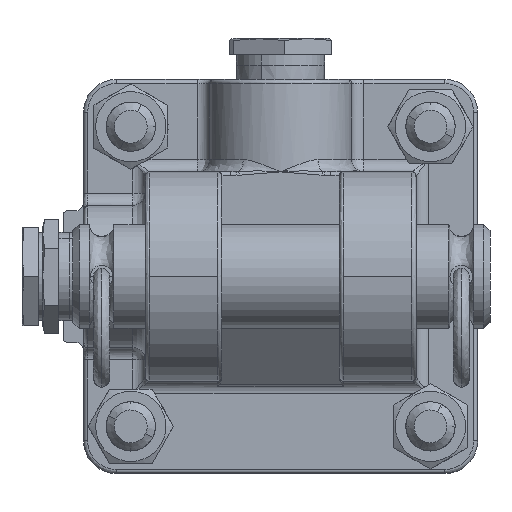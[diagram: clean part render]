
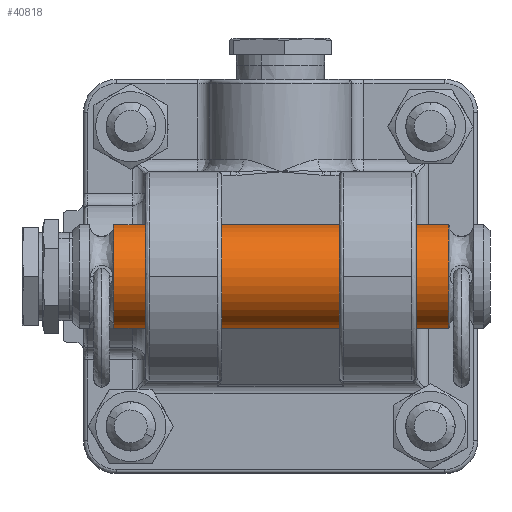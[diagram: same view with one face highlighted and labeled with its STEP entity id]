
A CAD part, left-side view. The second image highlights one B-rep face of the part: STEP entity #40818.
In plain terms, the highlighted cylindrical face has radius 12.65 mm (diameter 25.3 mm), a partial arc.
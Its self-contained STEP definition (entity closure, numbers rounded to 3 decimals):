
#489 = CARTESIAN_POINT ( 'NONE',  ( 91.6, -12.65, 0. ) ) ;
#688 = AXIS2_PLACEMENT_3D ( 'NONE', #1214, #13851, #931 ) ;
#931 = DIRECTION ( 'NONE',  ( 0., 0., -1. ) ) ;
#1214 = CARTESIAN_POINT ( 'NONE',  ( 10., 0., 0. ) ) ;
#2780 = EDGE_CURVE ( 'NONE', #34224, #19285, #8621, .T. ) ;
#3113 = FACE_OUTER_BOUND ( 'NONE', #35462, .T. ) ;
#3167 = VERTEX_POINT ( 'NONE', #19583 ) ;
#4537 = CARTESIAN_POINT ( 'NONE',  ( 10., 0., -12.65 ) ) ;
#4871 = ORIENTED_EDGE ( 'NONE', *, *, #39706, .T. ) ;
#5166 = DIRECTION ( 'NONE',  ( -1., 0., 0. ) ) ;
#7512 = LINE ( 'NONE', #14184, #19897 ) ;
#7680 = EDGE_CURVE ( 'NONE', #33261, #32635, #8386, .T. ) ;
#8386 = CIRCLE ( 'NONE', #37266, 12.65 ) ;
#8621 = CIRCLE ( 'NONE', #23174, 12.65 ) ;
#9342 = ORIENTED_EDGE ( 'NONE', *, *, #26564, .F. ) ;
#9705 = DIRECTION ( 'NONE',  ( 1., 0., 0. ) ) ;
#9824 = DIRECTION ( 'NONE',  ( 0., 0., -1. ) ) ;
#10286 = CARTESIAN_POINT ( 'NONE',  ( 10., 0., 12.65 ) ) ;
#10553 = CARTESIAN_POINT ( 'NONE',  ( 91.6, 0., 0. ) ) ;
#11014 = CIRCLE ( 'NONE', #688, 12.65 ) ;
#11044 = ORIENTED_EDGE ( 'NONE', *, *, #32097, .T. ) ;
#11767 = LINE ( 'NONE', #29271, #12782 ) ;
#12297 = EDGE_CURVE ( 'NONE', #19285, #3167, #11767, .T. ) ;
#12782 = VECTOR ( 'NONE', #9705, 1000. ) ;
#13851 = DIRECTION ( 'NONE',  ( 1., 0., 0. ) ) ;
#14184 = CARTESIAN_POINT ( 'NONE',  ( 10., 0., 12.65 ) ) ;
#15334 = AXIS2_PLACEMENT_3D ( 'NONE', #40653, #24132, #34947 ) ;
#15549 = CARTESIAN_POINT ( 'NONE',  ( 91.6, 0., 12.65 ) ) ;
#17684 = AXIS2_PLACEMENT_3D ( 'NONE', #10553, #33720, #37046 ) ;
#19285 = VERTEX_POINT ( 'NONE', #4537 ) ;
#19583 = CARTESIAN_POINT ( 'NONE',  ( 91.6, 0., -12.65 ) ) ;
#19897 = VECTOR ( 'NONE', #34313, 1000. ) ;
#20758 = VERTEX_POINT ( 'NONE', #10286 ) ;
#21602 = DIRECTION ( 'NONE',  ( 0., 0., -1. ) ) ;
#22581 = CARTESIAN_POINT ( 'NONE',  ( 10., -12.65, 0. ) ) ;
#22704 = DIRECTION ( 'NONE',  ( 1., 0., 0. ) ) ;
#23174 = AXIS2_PLACEMENT_3D ( 'NONE', #29665, #22704, #9824 ) ;
#24132 = DIRECTION ( 'NONE',  ( 1., 0., 0. ) ) ;
#24687 = CARTESIAN_POINT ( 'NONE',  ( 91.6, 0., 0. ) ) ;
#26564 = EDGE_CURVE ( 'NONE', #20758, #32635, #7512, .T. ) ;
#26940 = CYLINDRICAL_SURFACE ( 'NONE', #15334, 12.65 ) ;
#28068 = ORIENTED_EDGE ( 'NONE', *, *, #12297, .T. ) ;
#28539 = ORIENTED_EDGE ( 'NONE', *, *, #2780, .T. ) ;
#28994 = ORIENTED_EDGE ( 'NONE', *, *, #7680, .T. ) ;
#29271 = CARTESIAN_POINT ( 'NONE',  ( 10., 0., -12.65 ) ) ;
#29665 = CARTESIAN_POINT ( 'NONE',  ( 10., 0., 0. ) ) ;
#32097 = EDGE_CURVE ( 'NONE', #3167, #33261, #39916, .T. ) ;
#32635 = VERTEX_POINT ( 'NONE', #15549 ) ;
#33261 = VERTEX_POINT ( 'NONE', #489 ) ;
#33720 = DIRECTION ( 'NONE',  ( -1., 0., 0. ) ) ;
#34224 = VERTEX_POINT ( 'NONE', #22581 ) ;
#34313 = DIRECTION ( 'NONE',  ( 1., 0., 0. ) ) ;
#34947 = DIRECTION ( 'NONE',  ( 0., 0., -1. ) ) ;
#35462 = EDGE_LOOP ( 'NONE', ( #9342, #4871, #28539, #28068, #11044, #28994 ) ) ;
#37046 = DIRECTION ( 'NONE',  ( 0., 0., -1. ) ) ;
#37266 = AXIS2_PLACEMENT_3D ( 'NONE', #24687, #5166, #21602 ) ;
#39706 = EDGE_CURVE ( 'NONE', #20758, #34224, #11014, .T. ) ;
#39916 = CIRCLE ( 'NONE', #17684, 12.65 ) ;
#40653 = CARTESIAN_POINT ( 'NONE',  ( 10., 0., 0. ) ) ;
#40818 = ADVANCED_FACE ( 'NONE', ( #3113 ), #26940, .T. ) ;
